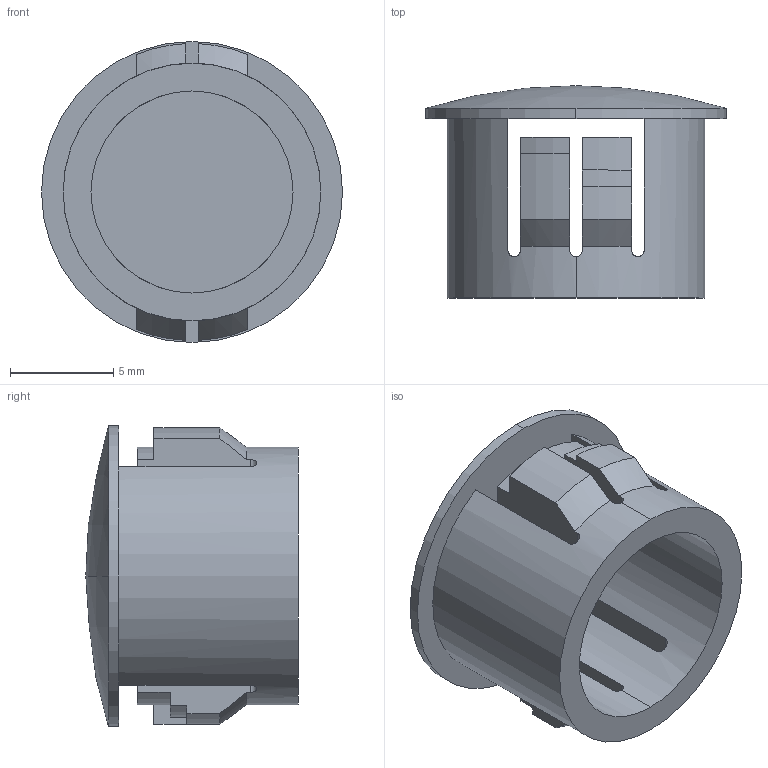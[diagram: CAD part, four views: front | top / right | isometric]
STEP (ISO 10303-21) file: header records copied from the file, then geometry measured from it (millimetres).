
FILE_DESCRIPTION (( 'STEP AP203' ), '1' );
FILE_NAME ('sone3D.STEP', '2013-10-08T02:02:26', ( '' ), ( '' ), 'SwSTEP 2.0', 'SolidWorks 2012', '' );
FILE_SCHEMA (( 'CONFIG_CONTROL_DESIGN' ));
Length unit declared in the file: millimetre
Products named in the file (1): sone3D
Bounding box: 14.6 x 10.3 x 14.6 mm (x, y, z)
Volume: 570.4 mm3; surface area: 1085.3 mm2
Topology: 1 solids, 1 shells, 52 faces, 154 edges, 103 vertices
Faces by surface type: plane 24, cylinder 22, cone 4, sphere 2
Entity records: 1931 total; most frequent: CARTESIAN_POINT 454, ORIENTED_EDGE 308, DIRECTION 280, EDGE_CURVE 154, VERTEX_POINT 103, AXIS2_PLACEMENT_3D 97, LINE 86, VECTOR 86
